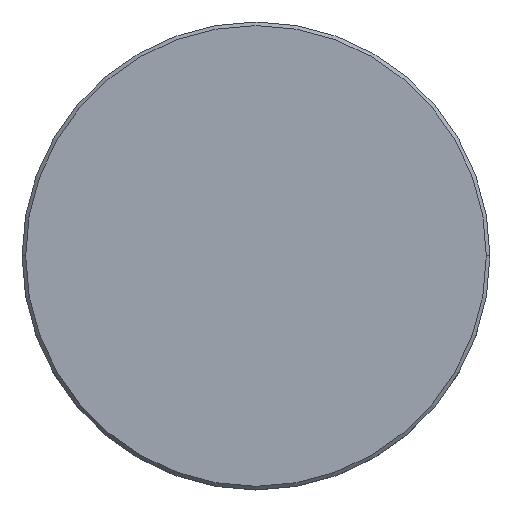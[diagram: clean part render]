
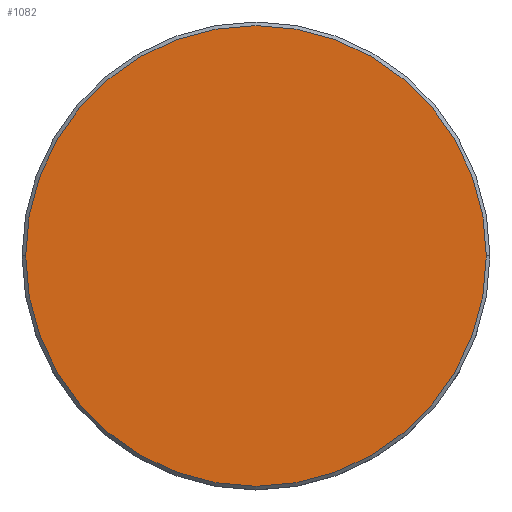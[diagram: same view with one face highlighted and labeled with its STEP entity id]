
A CAD part, top view. The second image highlights one B-rep face of the part: STEP entity #1082.
In plain terms, the highlighted planar face has unit normal (0, 0, 1).
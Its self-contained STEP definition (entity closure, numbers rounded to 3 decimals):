
#7 = DIRECTION ( 'NONE',  ( 0., 0., 1. ) ) ;
#16 = CIRCLE ( 'NONE', #423, 32. ) ;
#119 = CARTESIAN_POINT ( 'NONE',  ( 0., 0., 0. ) ) ;
#147 = AXIS2_PLACEMENT_3D ( 'NONE', #202, #7, #926 ) ;
#157 = VERTEX_POINT ( 'NONE', #855 ) ;
#202 = CARTESIAN_POINT ( 'NONE',  ( 0., 0., 0. ) ) ;
#258 = VERTEX_POINT ( 'NONE', #732 ) ;
#285 = CARTESIAN_POINT ( 'NONE',  ( 0., 0., 0. ) ) ;
#319 = DIRECTION ( 'NONE',  ( 0., 0., 1. ) ) ;
#324 = AXIS2_PLACEMENT_3D ( 'NONE', #119, #319, #496 ) ;
#423 = AXIS2_PLACEMENT_3D ( 'NONE', #285, #670, #854 ) ;
#470 = EDGE_CURVE ( 'NONE', #258, #157, #887, .T. ) ;
#496 = DIRECTION ( 'NONE',  ( 1., 0., 0. ) ) ;
#670 = DIRECTION ( 'NONE',  ( 0., 0., 1. ) ) ;
#729 = ORIENTED_EDGE ( 'NONE', *, *, #470, .T. ) ;
#732 = CARTESIAN_POINT ( 'NONE',  ( 32., 0., 0. ) ) ;
#838 = ORIENTED_EDGE ( 'NONE', *, *, #916, .T. ) ;
#854 = DIRECTION ( 'NONE',  ( 1., 0., 0. ) ) ;
#855 = CARTESIAN_POINT ( 'NONE',  ( -32., 0., 0. ) ) ;
#887 = CIRCLE ( 'NONE', #147, 32. ) ;
#916 = EDGE_CURVE ( 'NONE', #157, #258, #16, .T. ) ;
#926 = DIRECTION ( 'NONE',  ( 1., 0., 0. ) ) ;
#951 = PLANE ( 'NONE',  #324 ) ;
#969 = FACE_OUTER_BOUND ( 'NONE', #1174, .T. ) ;
#1082 = ADVANCED_FACE ( 'NONE', ( #969 ), #951, .T. ) ;
#1174 = EDGE_LOOP ( 'NONE', ( #838, #729 ) ) ;
